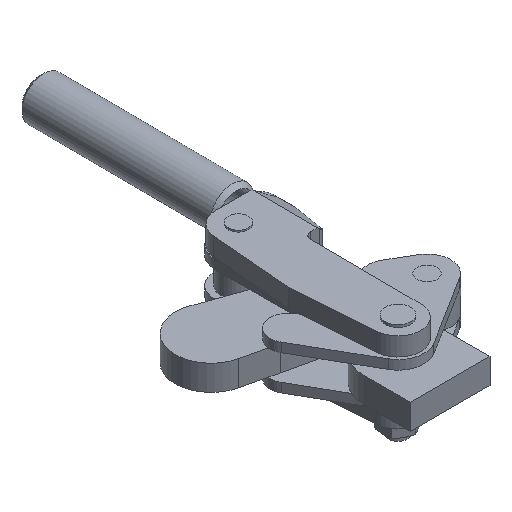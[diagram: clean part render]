
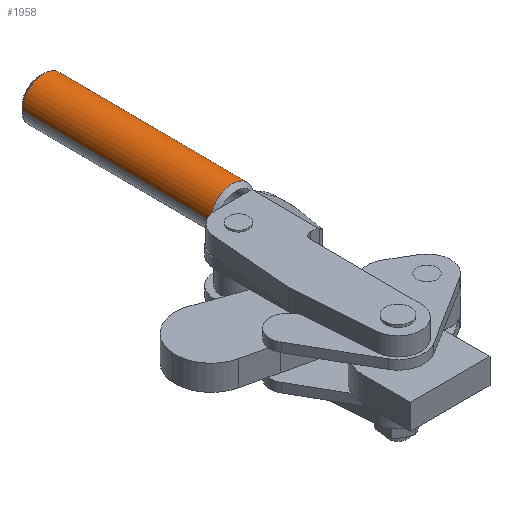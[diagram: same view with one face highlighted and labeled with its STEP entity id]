
A CAD part, isometric view. The second image highlights one B-rep face of the part: STEP entity #1958.
In plain terms, the highlighted cylindrical face has radius 13.6 mm (diameter 27.2 mm), a partial arc.
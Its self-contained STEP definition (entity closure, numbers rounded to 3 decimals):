
#72 = EDGE_CURVE ( 'NONE', #4073, #1559, #4951, .T. ) ;
#136 = VECTOR ( 'NONE', #1360, 1000. ) ;
#178 = CARTESIAN_POINT ( 'NONE',  ( 33.316, 259.892, 0. ) ) ;
#209 = EDGE_CURVE ( 'NONE', #4073, #900, #262, .T. ) ;
#262 = LINE ( 'NONE', #4221, #136 ) ;
#271 = ORIENTED_EDGE ( 'NONE', *, *, #209, .F. ) ;
#276 = DIRECTION ( 'NONE',  ( 0.006, 1., 0. ) ) ;
#395 = CARTESIAN_POINT ( 'NONE',  ( 46.899, 257.305, 0. ) ) ;
#900 = VERTEX_POINT ( 'NONE', #1468 ) ;
#1220 = ORIENTED_EDGE ( 'NONE', *, *, #5037, .F. ) ;
#1265 = VECTOR ( 'NONE', #276, 1000. ) ;
#1336 = AXIS2_PLACEMENT_3D ( 'NONE', #4054, #1593, #4458 ) ;
#1360 = DIRECTION ( 'NONE',  ( 0.006, 1., 0. ) ) ;
#1468 = CARTESIAN_POINT ( 'NONE',  ( 19.7, 257.479, 0. ) ) ;
#1531 = CARTESIAN_POINT ( 'NONE',  ( 46.131, 137.307, 0. ) ) ;
#1559 = VERTEX_POINT ( 'NONE', #1531 ) ;
#1593 = DIRECTION ( 'NONE',  ( 0.006, 1., 0. ) ) ;
#1781 = DIRECTION ( 'NONE',  ( -1., 0.006, 0. ) ) ;
#1799 = CYLINDRICAL_SURFACE ( 'NONE', #5262, 13.6 ) ;
#1958 = ADVANCED_FACE ( 'NONE', ( #3018 ), #1799, .T. ) ;
#1988 = CARTESIAN_POINT ( 'NONE',  ( 32.531, 137.394, 0. ) ) ;
#1997 = EDGE_LOOP ( 'NONE', ( #4266, #4096, #1220, #271 ) ) ;
#2054 = CARTESIAN_POINT ( 'NONE',  ( 18.931, 137.482, 0. ) ) ;
#2215 = DIRECTION ( 'NONE',  ( 0.006, 1., 0. ) ) ;
#2356 = LINE ( 'NONE', #3884, #1265 ) ;
#3018 = FACE_OUTER_BOUND ( 'NONE', #1997, .T. ) ;
#3884 = CARTESIAN_POINT ( 'NONE',  ( 46.915, 259.805, 0. ) ) ;
#4054 = CARTESIAN_POINT ( 'NONE',  ( 33.3, 257.392, 0. ) ) ;
#4073 = VERTEX_POINT ( 'NONE', #2054 ) ;
#4096 = ORIENTED_EDGE ( 'NONE', *, *, #4853, .T. ) ;
#4221 = CARTESIAN_POINT ( 'NONE',  ( 19.716, 259.979, 0. ) ) ;
#4266 = ORIENTED_EDGE ( 'NONE', *, *, #72, .T. ) ;
#4458 = DIRECTION ( 'NONE',  ( -1., 0.006, 0. ) ) ;
#4460 = CIRCLE ( 'NONE', #1336, 13.6 ) ;
#4537 = AXIS2_PLACEMENT_3D ( 'NONE', #1988, #4829, #4897 ) ;
#4829 = DIRECTION ( 'NONE',  ( 0.006, 1., 0. ) ) ;
#4853 = EDGE_CURVE ( 'NONE', #1559, #5069, #2356, .T. ) ;
#4897 = DIRECTION ( 'NONE',  ( -1., 0.006, 0. ) ) ;
#4951 = CIRCLE ( 'NONE', #4537, 13.6 ) ;
#5037 = EDGE_CURVE ( 'NONE', #900, #5069, #4460, .T. ) ;
#5069 = VERTEX_POINT ( 'NONE', #395 ) ;
#5262 = AXIS2_PLACEMENT_3D ( 'NONE', #178, #2215, #1781 ) ;
